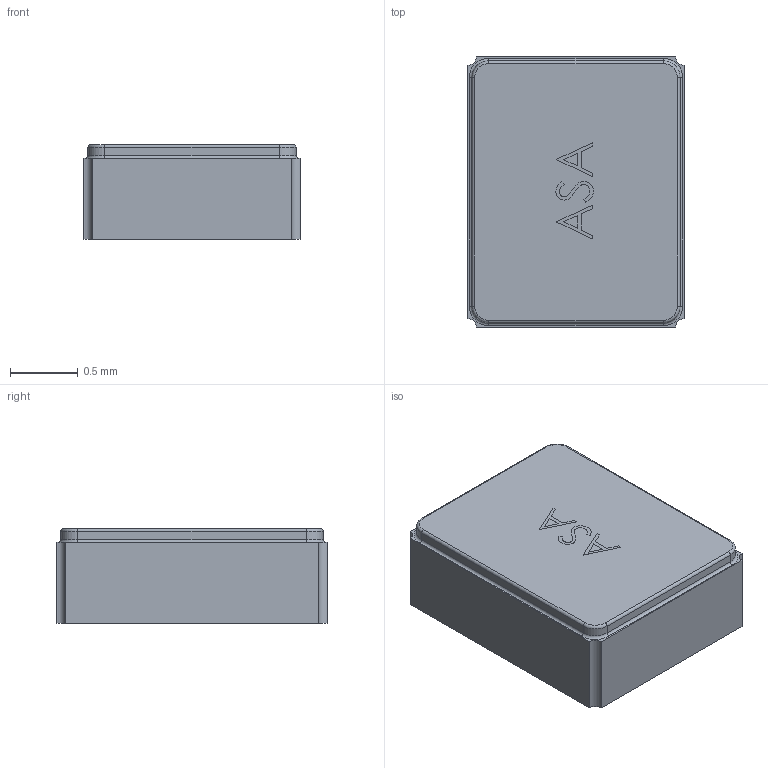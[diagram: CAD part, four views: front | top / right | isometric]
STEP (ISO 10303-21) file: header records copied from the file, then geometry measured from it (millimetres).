
FILE_DESCRIPTION(('FreeCAD Model'),'2;1');
FILE_NAME('ASA.step', '2017-11-20T15:01:17',('kicad StepUp'),('ksu MCAD'), 'Open CASCADE STEP processor 6.8','FreeCAD','Unknown');
FILE_SCHEMA(('AUTOMOTIVE_DESIGN_CC2 { 1 2 10303 214 -1 1 5 4 }'));
Length unit declared in the file: millimetre
Products named in the file (2): ASSEMBLY; ASA
Assembly tree (1 placements, depth 2):
  ASSEMBLY
    ASA
Bounding box: 1.6 x 2 x 0.7 mm (x, y, z)
Volume: 2.2 mm3; surface area: 11.2 mm2
Topology: 1 solids, 1 shells, 83 faces, 214 edges, 143 vertices
Faces by surface type: plane 44, cylinder 16, bspline 15, torus 8
Entity records: 3768 total; most frequent: CARTESIAN_POINT 1185, ORIENTED_EDGE 428, DIRECTION 364, EDGE_CURVE 214, LINE 144, VECTOR 144, VERTEX_POINT 143, AXIS2_PLACEMENT_3D 110
